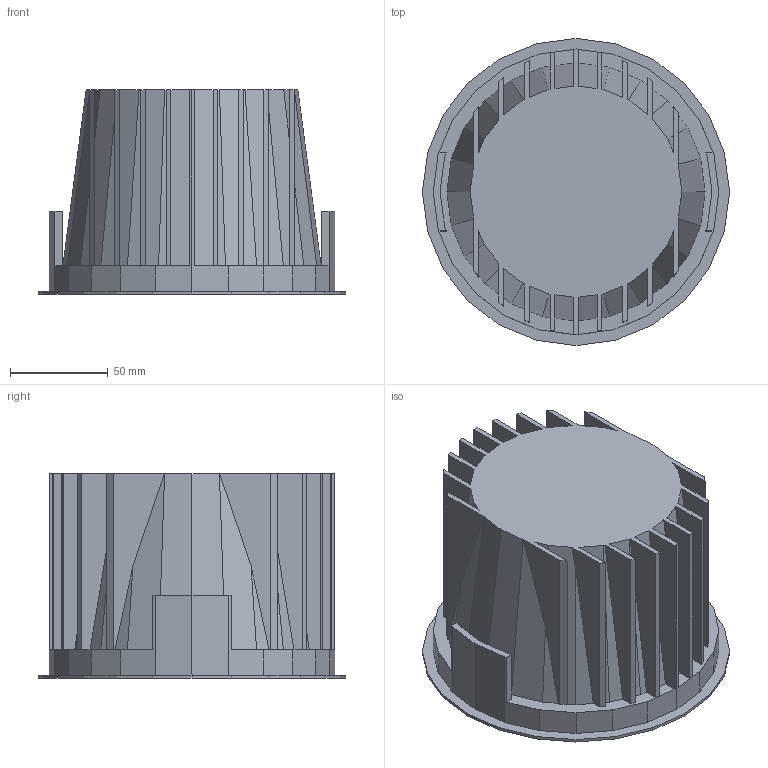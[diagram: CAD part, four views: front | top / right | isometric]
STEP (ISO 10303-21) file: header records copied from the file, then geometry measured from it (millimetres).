
FILE_DESCRIPTION(/* description */ ('This is a sample STEP configuration'),/* implementation_level */ '2;1');
FILE_NAME(/* name */ '684-0020xxxxxxxxx SIMPLE.ipt_Rev_00.stp',/* time_stamp */ '2023-11-23T13:58:07+01:00',/* author */ ('powerJobs'),/* organization */ ('coolOrange'),/* preprocessor_version */ 'ST-DEVELOPER v19.2',/* originating_system */ 'Autodesk Inventor 2023',/* authorisation */ '');
FILE_SCHEMA (('AUTOMOTIVE_DESIGN { 1 0 10303 214 3 1 1 }'));
Length unit declared in the file: millimetre
Products named in the file (1): ENG000031163
Bounding box: 157 x 157 x 104.5 mm (x, y, z)
Volume: 841854.4 mm3; surface area: 130116.9 mm2
Topology: 1 solids, 1 shells, 238 faces, 696 edges, 464 vertices
Faces by surface type: plane 238
Entity records: 7763 total; most frequent: CARTESIAN_POINT 1399, ORIENTED_EDGE 1392, DIRECTION 1174, LINE 696, VECTOR 696, EDGE_CURVE 696, VERTEX_POINT 464, EDGE_LOOP 242
